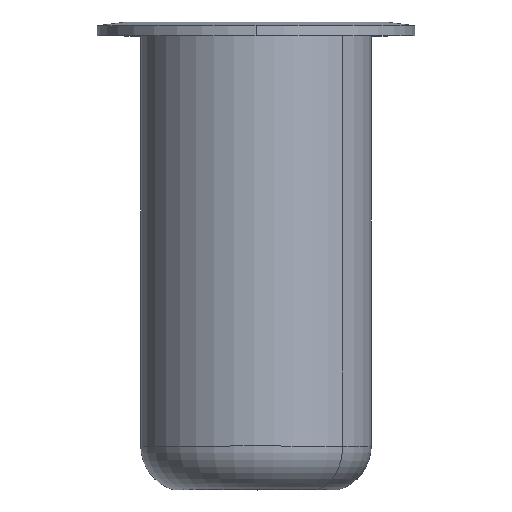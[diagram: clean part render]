
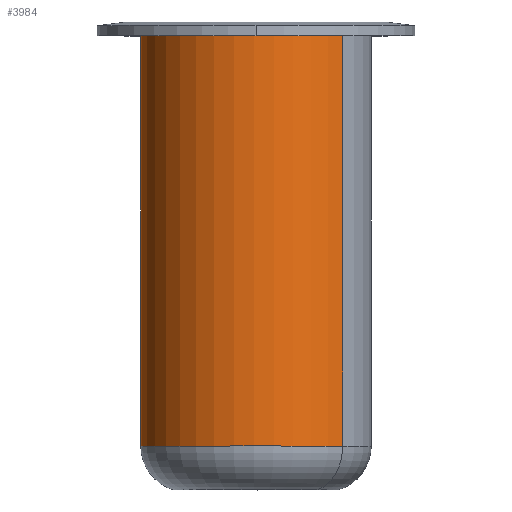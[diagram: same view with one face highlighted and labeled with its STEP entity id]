
A CAD part, top view. The second image highlights one B-rep face of the part: STEP entity #3984.
In plain terms, the highlighted cylindrical face has radius 10.15 mm (diameter 20.3 mm), a partial arc.
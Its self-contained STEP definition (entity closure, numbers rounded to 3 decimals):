
#107 = CARTESIAN_POINT ( 'NONE',  ( 0., -36.153, -10.15 ) ) ;
#169 = DIRECTION ( 'NONE',  ( 0., 0., -1. ) ) ;
#298 = DIRECTION ( 'NONE',  ( 0., -1., 0. ) ) ;
#307 = CARTESIAN_POINT ( 'NONE',  ( 0., 0., 0. ) ) ;
#597 = LINE ( 'NONE', #3850, #3064 ) ;
#907 = ORIENTED_EDGE ( 'NONE', *, *, #1324, .T. ) ;
#961 = CARTESIAN_POINT ( 'NONE',  ( 0., 0., -10.15 ) ) ;
#1020 = ORIENTED_EDGE ( 'NONE', *, *, #3157, .T. ) ;
#1095 = EDGE_LOOP ( 'NONE', ( #3078, #1020, #907, #1976 ) ) ;
#1101 = CARTESIAN_POINT ( 'NONE',  ( 0., 0., 10.15 ) ) ;
#1324 = EDGE_CURVE ( 'NONE', #3171, #4552, #2579, .T. ) ;
#1578 = EDGE_CURVE ( 'NONE', #2465, #4552, #2297, .T. ) ;
#1691 = CARTESIAN_POINT ( 'NONE',  ( 0., 0., 0. ) ) ;
#1843 = DIRECTION ( 'NONE',  ( 0., -1., 0. ) ) ;
#1976 = ORIENTED_EDGE ( 'NONE', *, *, #1578, .F. ) ;
#1992 = CARTESIAN_POINT ( 'NONE',  ( 0., -36.153, 10.15 ) ) ;
#2041 = EDGE_CURVE ( 'NONE', #3541, #2465, #597, .T. ) ;
#2089 = AXIS2_PLACEMENT_3D ( 'NONE', #3688, #2273, #169 ) ;
#2273 = DIRECTION ( 'NONE',  ( 0., -1., 0. ) ) ;
#2297 = CIRCLE ( 'NONE', #2089, 10.15 ) ;
#2432 = DIRECTION ( 'NONE',  ( 0., 0., -1. ) ) ;
#2465 = VERTEX_POINT ( 'NONE', #1992 ) ;
#2573 = FACE_OUTER_BOUND ( 'NONE', #1095, .T. ) ;
#2579 = LINE ( 'NONE', #3272, #4066 ) ;
#2862 = AXIS2_PLACEMENT_3D ( 'NONE', #1691, #3473, #3844 ) ;
#3052 = AXIS2_PLACEMENT_3D ( 'NONE', #307, #298, #2432 ) ;
#3064 = VECTOR ( 'NONE', #3477, 1000. ) ;
#3078 = ORIENTED_EDGE ( 'NONE', *, *, #2041, .F. ) ;
#3157 = EDGE_CURVE ( 'NONE', #3541, #3171, #3725, .T. ) ;
#3171 = VERTEX_POINT ( 'NONE', #961 ) ;
#3272 = CARTESIAN_POINT ( 'NONE',  ( 0., 0., -10.15 ) ) ;
#3289 = CYLINDRICAL_SURFACE ( 'NONE', #3052, 10.15 ) ;
#3473 = DIRECTION ( 'NONE',  ( 0., -1., 0. ) ) ;
#3477 = DIRECTION ( 'NONE',  ( 0., -1., 0. ) ) ;
#3541 = VERTEX_POINT ( 'NONE', #1101 ) ;
#3688 = CARTESIAN_POINT ( 'NONE',  ( 0., -36.153, 0. ) ) ;
#3725 = CIRCLE ( 'NONE', #2862, 10.15 ) ;
#3844 = DIRECTION ( 'NONE',  ( 0., 0., -1. ) ) ;
#3850 = CARTESIAN_POINT ( 'NONE',  ( 0., 0., 10.15 ) ) ;
#3984 = ADVANCED_FACE ( 'NONE', ( #2573 ), #3289, .T. ) ;
#4066 = VECTOR ( 'NONE', #1843, 1000. ) ;
#4552 = VERTEX_POINT ( 'NONE', #107 ) ;
